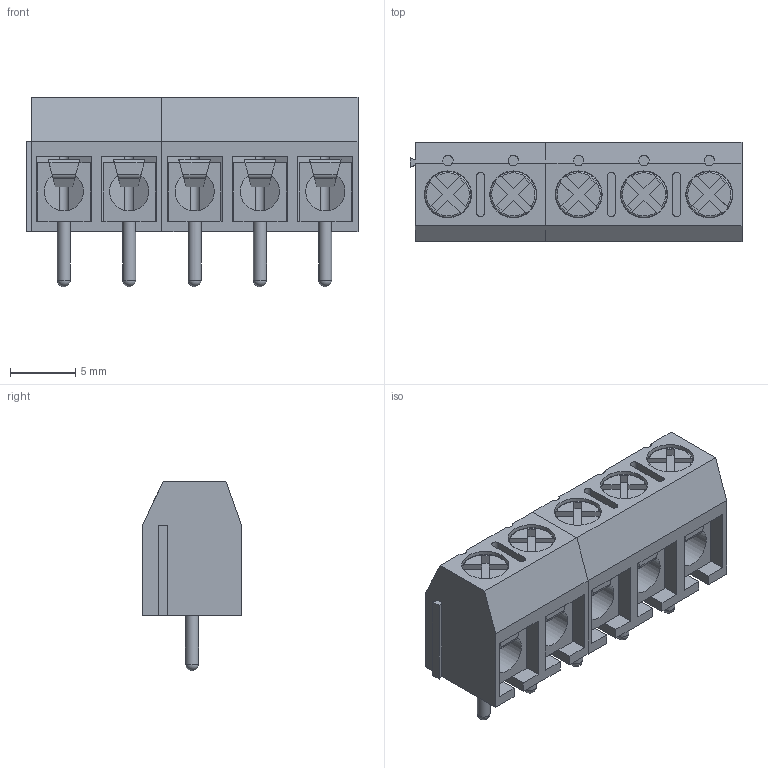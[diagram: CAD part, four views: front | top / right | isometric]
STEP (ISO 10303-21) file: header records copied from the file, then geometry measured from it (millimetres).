
FILE_DESCRIPTION(/* description */ (''),/* implementation_level */ '2;1');
FILE_NAME(/* name */ 'XINYA_XY301-1x5-P5.00 v5.step',/* time_stamp */ '2025-04-11T21:01:18+02:00',/* author */ (''),/* organization */ (''),/* preprocessor_version */ 'ST-DEVELOPER v20.1',/* originating_system */ 'Autodesk Translation Framework v14.4.0.0',/* authorisation */ '');
FILE_SCHEMA (('AUTOMOTIVE_DESIGN { 1 0 10303 214 3 1 1 }'));
Length unit declared in the file: millimetre
Products named in the file (2): XINYA_XY301-1x3-P5.00; XINYA_XY301-1x2-P5.00 v10
Assembly tree (1 placements, depth 2):
  XINYA_XY301-1x3-P5.00
    XINYA_XY301-1x2-P5.00 v10
Bounding box: 25.4 x 7.6 x 14.5 mm (x, y, z)
Volume: 1422.6 mm3; surface area: 2888.4 mm2
Topology: 17 solids, 17 shells, 333 faces, 898 edges, 597 vertices
Faces by surface type: plane 272, cylinder 46, torus 10, sphere 5
Full cylindrical faces by diameter (mm): 0.8 x5, 1 x5, 3 x5, 3.5 x5, 3.6 x5
Entity records: 10579 total; most frequent: CARTESIAN_POINT 2006, ORIENTED_EDGE 1786, DIRECTION 1704, EDGE_CURVE 893, LINE 714, VECTOR 714, VERTEX_POINT 597, AXIS2_PLACEMENT_3D 495
